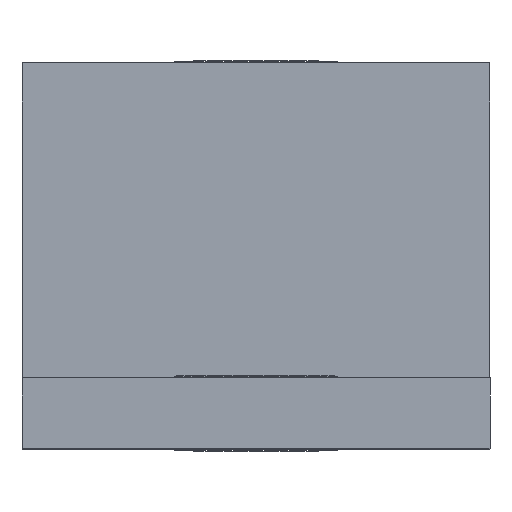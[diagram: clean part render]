
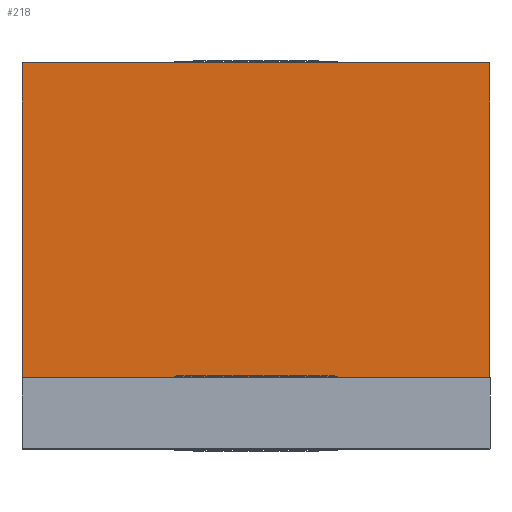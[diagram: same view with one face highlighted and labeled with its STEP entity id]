
A CAD part, top view. The second image highlights one B-rep face of the part: STEP entity #218.
In plain terms, the highlighted planar face has unit normal (0, 0, 1).
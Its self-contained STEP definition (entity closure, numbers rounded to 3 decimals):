
#15=LINE('',#328,#39);
#19=LINE('',#336,#43);
#20=LINE('',#338,#44);
#21=LINE('',#339,#45);
#39=VECTOR('',#268,1.);
#43=VECTOR('',#274,1.);
#44=VECTOR('',#275,1.);
#45=VECTOR('',#276,1.);
#72=FACE_OUTER_BOUND('',#86,.T.);
#86=EDGE_LOOP('',(#155,#156,#157,#158));
#103=VERTEX_POINT('',#326);
#104=VERTEX_POINT('',#327);
#107=VERTEX_POINT('',#335);
#108=VERTEX_POINT('',#337);
#123=EDGE_CURVE('',#103,#104,#15,.T.);
#127=EDGE_CURVE('',#107,#104,#19,.T.);
#128=EDGE_CURVE('',#107,#108,#20,.T.);
#129=EDGE_CURVE('',#108,#103,#21,.T.);
#155=ORIENTED_EDGE('',*,*,#123,.T.);
#156=ORIENTED_EDGE('',*,*,#127,.F.);
#157=ORIENTED_EDGE('',*,*,#128,.T.);
#158=ORIENTED_EDGE('',*,*,#129,.T.);
#204=PLANE('',#243);
#218=ADVANCED_FACE('',(#72),#204,.F.);
#243=AXIS2_PLACEMENT_3D('',#334,#272,#273);
#268=DIRECTION('',(-1.,0.,0.));
#272=DIRECTION('center_axis',(0.,0.,
-1.));
#273=DIRECTION('ref_axis',(0.,1.,0.));
#274=DIRECTION('',(0.,1.,0.));
#275=DIRECTION('',(1.,0.,0.));
#276=DIRECTION('',(0.,1.,0.));
#326=CARTESIAN_POINT('',(35.547,-0.289,50.5));
#327=CARTESIAN_POINT('',(-4.453,-0.289,50.5));
#328=CARTESIAN_POINT('',(35.547,-0.289,50.5));
#334=CARTESIAN_POINT('Origin',(35.547,-27.289,50.5));
#335=CARTESIAN_POINT('',(-4.453,-27.289,50.5));
#336=CARTESIAN_POINT('',(-4.453,-16.789,50.5));
#337=CARTESIAN_POINT('',(35.547,-27.289,50.5));
#338=CARTESIAN_POINT('',(35.547,-27.289,50.5));
#339=CARTESIAN_POINT('',(35.547,-16.789,50.5));
